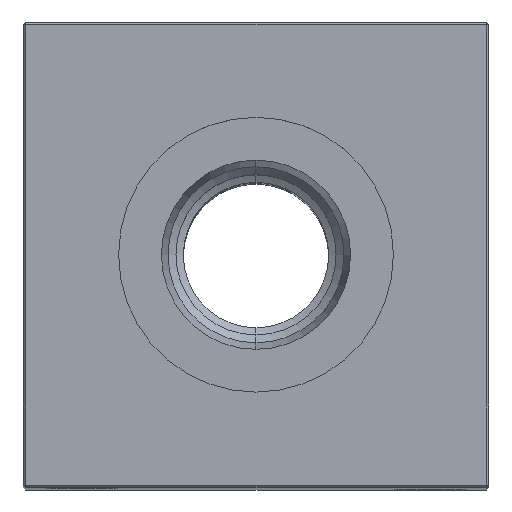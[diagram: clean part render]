
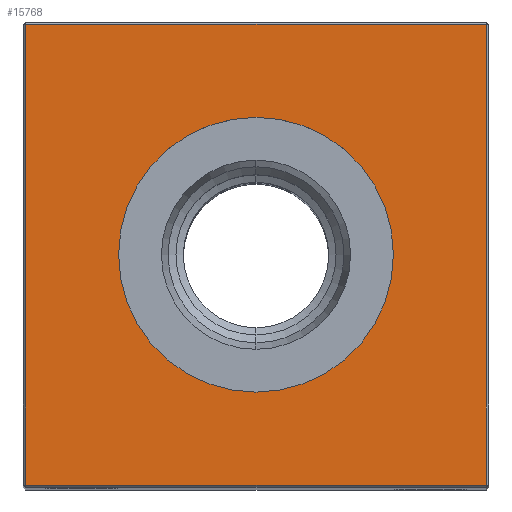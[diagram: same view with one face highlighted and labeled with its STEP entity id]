
A CAD part, top view. The second image highlights one B-rep face of the part: STEP entity #15768.
In plain terms, the highlighted planar face has unit normal (0, 0, 1).
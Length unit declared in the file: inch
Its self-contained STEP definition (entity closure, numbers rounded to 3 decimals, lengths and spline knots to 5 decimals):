
#36 = ORIENTED_EDGE ( 'NONE', *, *, #10258, .T. ) ;
#180 = LINE ( 'NONE', #12577, #21159 ) ;
#1348 = DIRECTION ( 'NONE',  ( -1., 0., 0. ) ) ;
#1851 = DIRECTION ( 'NONE',  ( 0., -1., 0. ) ) ;
#1905 = ORIENTED_EDGE ( 'NONE', *, *, #21359, .T. ) ;
#2057 = CIRCLE ( 'NONE', #9192, 0.59055 ) ;
#2461 = VERTEX_POINT ( 'NONE', #18352 ) ;
#3038 = CARTESIAN_POINT ( 'NONE',  ( 0., -0.59055, 6.25 ) ) ;
#3597 = ORIENTED_EDGE ( 'NONE', *, *, #27297, .T. ) ;
#4455 = VERTEX_POINT ( 'NONE', #25375 ) ;
#4617 = VERTEX_POINT ( 'NONE', #22040 ) ;
#4689 = CARTESIAN_POINT ( 'NONE',  ( 0.99, 0., 6.25 ) ) ;
#6287 = VERTEX_POINT ( 'NONE', #3038 ) ;
#8055 = EDGE_LOOP ( 'NONE', ( #22541, #19575, #3597, #1905 ) ) ;
#8399 = CIRCLE ( 'NONE', #12398, 0.59055 ) ;
#9192 = AXIS2_PLACEMENT_3D ( 'NONE', #16901, #10216, #18849 ) ;
#9284 = LINE ( 'NONE', #4689, #15509 ) ;
#9347 = DIRECTION ( 'NONE',  ( -1., 0., 0. ) ) ;
#9428 = DIRECTION ( 'NONE',  ( -1., 0., 0. ) ) ;
#10216 = DIRECTION ( 'NONE',  ( 0., 0., -1. ) ) ;
#10258 = EDGE_CURVE ( 'NONE', #2461, #6287, #8399, .T. ) ;
#10318 = DIRECTION ( 'NONE',  ( 1., 0., 0. ) ) ;
#10864 = CARTESIAN_POINT ( 'NONE',  ( -0.99, 0.99, 6.25 ) ) ;
#11428 = CARTESIAN_POINT ( 'NONE',  ( 0., 0.99, 6.25 ) ) ;
#12398 = AXIS2_PLACEMENT_3D ( 'NONE', #17515, #22090, #9428 ) ;
#12410 = LINE ( 'NONE', #20902, #16758 ) ;
#12476 = CARTESIAN_POINT ( 'NONE',  ( 0., 0., 6.25 ) ) ;
#12490 = EDGE_CURVE ( 'NONE', #6287, #2461, #2057, .T. ) ;
#12577 = CARTESIAN_POINT ( 'NONE',  ( -0.99, 0., 6.25 ) ) ;
#13518 = LINE ( 'NONE', #11428, #15484 ) ;
#14172 = FACE_OUTER_BOUND ( 'NONE', #8055, .T. ) ;
#15484 = VECTOR ( 'NONE', #9347, 39.37008 ) ;
#15509 = VECTOR ( 'NONE', #17371, 39.37008 ) ;
#15768 = ADVANCED_FACE ( 'NONE', ( #14172, #25266 ), #20557, .F. ) ;
#16665 = EDGE_CURVE ( 'NONE', #4455, #4617, #12410, .T. ) ;
#16686 = VERTEX_POINT ( 'NONE', #10864 ) ;
#16758 = VECTOR ( 'NONE', #10318, 39.37008 ) ;
#16901 = CARTESIAN_POINT ( 'NONE',  ( 0., 0., 6.25 ) ) ;
#17371 = DIRECTION ( 'NONE',  ( 0., 1., 0. ) ) ;
#17515 = CARTESIAN_POINT ( 'NONE',  ( 0., 0., 6.25 ) ) ;
#18352 = CARTESIAN_POINT ( 'NONE',  ( 0., 0.59055, 6.25 ) ) ;
#18658 = EDGE_CURVE ( 'NONE', #16686, #4455, #180, .T. ) ;
#18849 = DIRECTION ( 'NONE',  ( -1., 0., 0. ) ) ;
#18851 = ORIENTED_EDGE ( 'NONE', *, *, #12490, .T. ) ;
#19575 = ORIENTED_EDGE ( 'NONE', *, *, #16665, .T. ) ;
#19793 = AXIS2_PLACEMENT_3D ( 'NONE', #12476, #20433, #1348 ) ;
#20433 = DIRECTION ( 'NONE',  ( 0., 0., -1. ) ) ;
#20557 = PLANE ( 'NONE',  #19793 ) ;
#20902 = CARTESIAN_POINT ( 'NONE',  ( 0., -0.99, 6.25 ) ) ;
#21159 = VECTOR ( 'NONE', #1851, 39.37008 ) ;
#21359 = EDGE_CURVE ( 'NONE', #25341, #16686, #13518, .T. ) ;
#22040 = CARTESIAN_POINT ( 'NONE',  ( 0.99, -0.99, 6.25 ) ) ;
#22090 = DIRECTION ( 'NONE',  ( 0., 0., -1. ) ) ;
#22541 = ORIENTED_EDGE ( 'NONE', *, *, #18658, .T. ) ;
#25266 = FACE_BOUND ( 'NONE', #25715, .T. ) ;
#25341 = VERTEX_POINT ( 'NONE', #27501 ) ;
#25375 = CARTESIAN_POINT ( 'NONE',  ( -0.99, -0.99, 6.25 ) ) ;
#25715 = EDGE_LOOP ( 'NONE', ( #36, #18851 ) ) ;
#27297 = EDGE_CURVE ( 'NONE', #4617, #25341, #9284, .T. ) ;
#27501 = CARTESIAN_POINT ( 'NONE',  ( 0.99, 0.99, 6.25 ) ) ;
